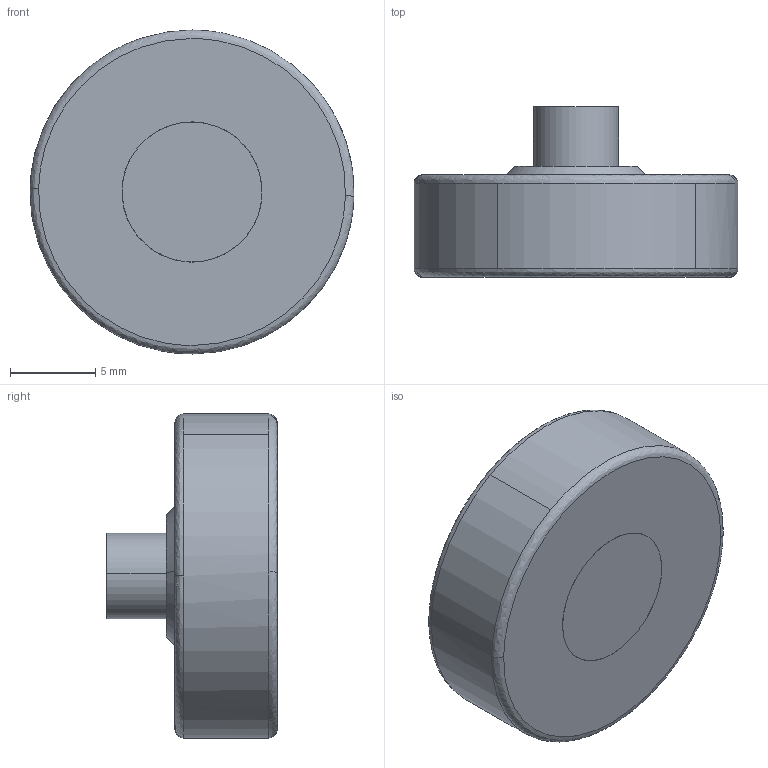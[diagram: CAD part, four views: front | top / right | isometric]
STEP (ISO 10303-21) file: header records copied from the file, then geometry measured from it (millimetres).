
FILE_DESCRIPTION((''),'2;1');
FILE_NAME('','2005-12-15T09:39:41',(''),(''),'','CADfix','');
FILE_SCHEMA(('AUTOMOTIVE_DESIGN'));
Length unit declared in the file: millimetre
Products named in the file (1): roller
Bounding box: 19 x 10 x 19 mm (x, y, z)
Volume: 1779.3 mm3; surface area: 1344.8 mm2
Topology: 1 solids, 1 shells, 28 faces, 92 edges, 71 vertices
Faces by surface type: bspline 28
Entity records: 1157 total; most frequent: CARTESIAN_POINT 672, ORIENTED_EDGE 180, EDGE_CURVE 90, VERTEX_POINT 71, EDGE_LOOP 35, FACE_OUTER_BOUND 28, ADVANCED_FACE 28, QUASI_UNIFORM_CURVE 16
